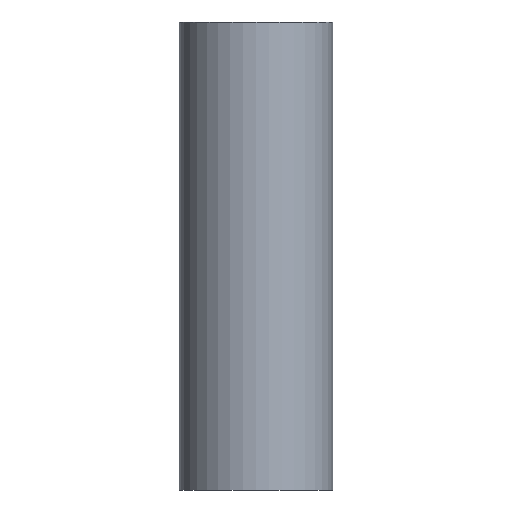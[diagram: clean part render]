
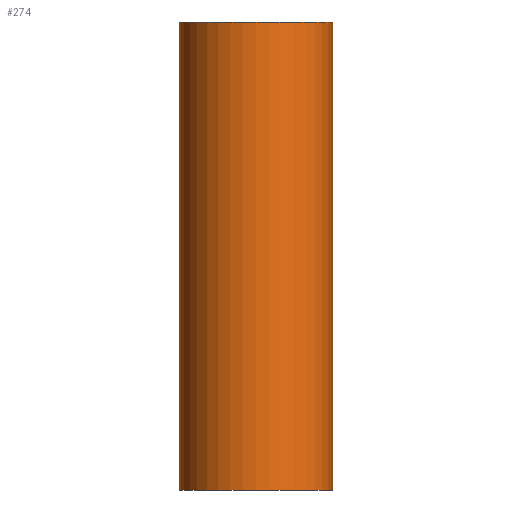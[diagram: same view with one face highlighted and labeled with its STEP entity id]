
A CAD part, front view. The second image highlights one B-rep face of the part: STEP entity #274.
In plain terms, the highlighted cylindrical face has radius 45 mm (diameter 90 mm), a full revolution.
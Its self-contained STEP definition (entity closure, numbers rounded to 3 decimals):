
#30=CYLINDRICAL_SURFACE('',#322,45.);
#46=FACE_OUTER_BOUND('',#72,.T.);
#72=EDGE_LOOP('',(#235,#236,#237,#238));
#88=LINE('',#481,#104);
#104=VECTOR('',#402,45.);
#111=CIRCLE('',#298,45.);
#120=CIRCLE('',#315,45.);
#130=VERTEX_POINT('',#430);
#141=VERTEX_POINT('',#465);
#155=EDGE_CURVE('',#130,#130,#111,.T.);
#171=EDGE_CURVE('',#141,#141,#120,.T.);
#178=EDGE_CURVE('',#141,#130,#88,.T.);
#235=ORIENTED_EDGE('',*,*,#171,.F.);
#236=ORIENTED_EDGE('',*,*,#178,.T.);
#237=ORIENTED_EDGE('',*,*,#155,.T.);
#238=ORIENTED_EDGE('',*,*,#178,.F.);
#274=ADVANCED_FACE('',(#46),#30,.T.);
#298=AXIS2_PLACEMENT_3D('',#431,#343,#344);
#315=AXIS2_PLACEMENT_3D('',#466,#384,#385);
#322=AXIS2_PLACEMENT_3D('',#480,#400,#401);
#343=DIRECTION('center_axis',(0.,0.,1.));
#344=DIRECTION('ref_axis',(1.,0.,0.));
#384=DIRECTION('center_axis',(0.,0.,1.));
#385=DIRECTION('ref_axis',(1.,0.,0.));
#400=DIRECTION('center_axis',(0.,0.,1.));
#401=DIRECTION('ref_axis',(1.,0.,0.));
#402=DIRECTION('',(0.,0.,-1.));
#430=CARTESIAN_POINT('',(-45.,0.,0.));
#431=CARTESIAN_POINT('Origin',(0.,0.,0.));
#465=CARTESIAN_POINT('',(-45.,0.,275.));
#466=CARTESIAN_POINT('Origin',(0.,0.,275.));
#480=CARTESIAN_POINT('Origin',(0.,0.,0.));
#481=CARTESIAN_POINT('',(-45.,0.,0.));
